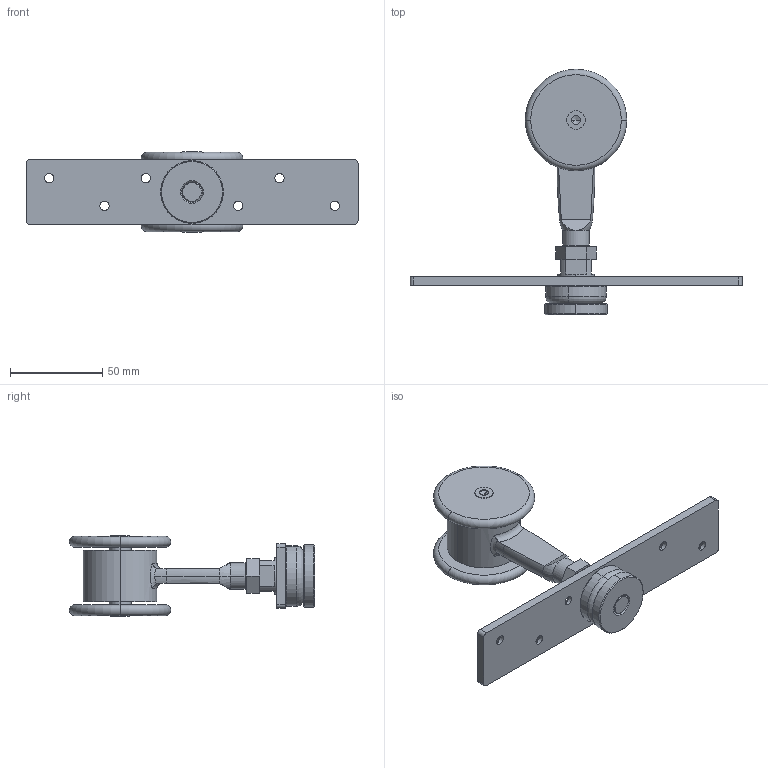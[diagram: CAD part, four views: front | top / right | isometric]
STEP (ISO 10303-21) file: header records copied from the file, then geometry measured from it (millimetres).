
FILE_DESCRIPTION (( 'STEP AP214' ), '1' );
FILE_NAME ('05384-2 Wheel Hanger With Pivot Plate Zinc 100kg.STEP', '2018-11-28T20:47:55', ( '' ), ( '' ), 'SwSTEP 2.0', 'SolidWorks 2018', '' );
FILE_SCHEMA (( 'AUTOMOTIVE_DESIGN' ));
Length unit declared in the file: millimetre
Products named in the file (13): 5384 hanger; 5384 nut; 5384 bearing; 5384 mount; 05384-2 Wheel Hanger With Pivot Plate Zinc 100kg; 5384 wheels; 5384 boss
Assembly tree (6 placements, depth 2):
  5384 hanger
  5384 nut
  5384 bearing
  05384-2 Wheel Hanger With Pivot Plate Zinc 100kg
    5384 hanger
    5384 bearing
    5384 boss
    5384 mount
    5384 wheels
    5384 nut
  5384 wheels
Bounding box: 180 x 133 x 43.75 mm (x, y, z)
Volume: 120584.1 mm3; surface area: 45109.9 mm2
Topology: 6 solids, 6 shells, 485 faces, 1259 edges, 822 vertices
Faces by surface type: plane 211, bspline 118, cylinder 106, cone 31, torus 19
Entity records: 25661 total; most frequent: CARTESIAN_POINT 14426, ORIENTED_EDGE 2510, DIRECTION 1826, EDGE_CURVE 1255, VERTEX_POINT 822, VECTOR 714, LINE 714, AXIS2_PLACEMENT_3D 556
